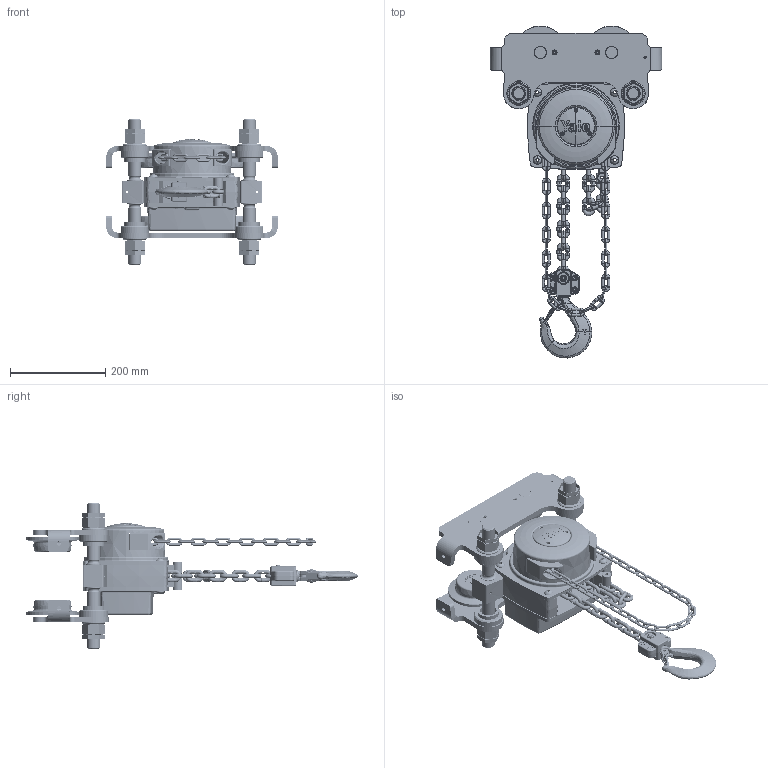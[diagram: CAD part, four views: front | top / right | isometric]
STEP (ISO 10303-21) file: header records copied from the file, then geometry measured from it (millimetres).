
FILE_DESCRIPTION (( 'STEP AP203' ), '1' );
FILE_NAME ('YLITP 2t.STEP', '2014-03-24T10:02:59', ( '' ), ( '' ), 'SwSTEP 2.0', 'SolidWorks 2012', '' );
FILE_SCHEMA (( 'CONFIG_CONTROL_DESIGN' ));
Length unit declared in the file: millimetre
Products named in the file (1): YLITP 2t
Bounding box: 360 x 696.52 x 305 mm (x, y, z)
Surface area: 938262.7 mm2 (no closed solid volume)
Topology: 0 solids, 230 shells, 2389 faces, 7782 edges, 5428 vertices
Faces by surface type: cylinder 751, torus 668, plane 464, cone 230, bspline 216, sphere 60
Entity records: 124720 total; most frequent: CARTESIAN_POINT 59516, DIRECTION 14059, ORIENTED_EDGE 12246, EDGE_CURVE 7708, AXIS2_PLACEMENT_3D 5801, VERTEX_POINT 5387, CIRCLE 3627, EDGE_LOOP 2684
